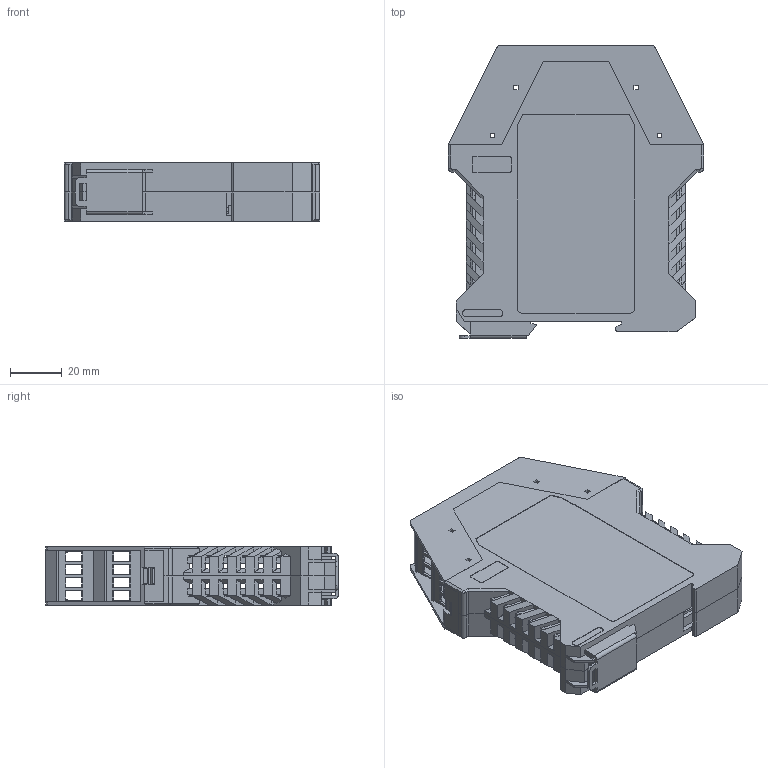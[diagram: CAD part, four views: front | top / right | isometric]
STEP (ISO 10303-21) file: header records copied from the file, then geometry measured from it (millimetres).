
FILE_DESCRIPTION(/* description */ ('Schaltgerät SG-EFS 104/4L'),/* implementation_level */ '2;1');
FILE_NAME(/* name */ '1004128_A.stp',/* time_stamp */ '2022-08-19T12:04:07+02:00',/* author */ ('SBaumeister'),/* organization */ (''),/* preprocessor_version */ 'ST-DEVELOPER v18.1',/* originating_system */ 'Autodesk Inventor 2022',/* authorisation */ '');
FILE_SCHEMA (('AUTOMOTIVE_DESIGN { 1 0 10303 214 3 1 1 }'));
Length unit declared in the file: millimetre
Products named in the file (8): 1004128; 1005196; 1005196_1; 1005196_2; 1005196_3; 1005196_4; 1005196_5; 1004128_1
Assembly tree (8 placements, depth 3):
  1004128
    1005196
      1005196_1
      1005196_2
      1005196_3
      1005196_4
      1005196_5  x2
    1004128_1
Bounding box: 99 x 113.6 x 22.6 mm (x, y, z)
Volume: 56937 mm3; surface area: 68480.3 mm2
Topology: 7 solids, 7 shells, 1135 faces, 3463 edges, 2274 vertices
Faces by surface type: plane 969, cylinder 158, cone 4, torus 4
Full cylindrical faces by diameter (mm): 1.2 x4, 1.827 x1, 1.9 x2, 2 x4, 2.4 x8
Entity records: 39023 total; most frequent: ORIENTED_EDGE 6772, CARTESIAN_POINT 6731, DIRECTION 5957, EDGE_CURVE 3386, LINE 3059, VECTOR 3059, VERTEX_POINT 2223, AXIS2_PLACEMENT_3D 1449
